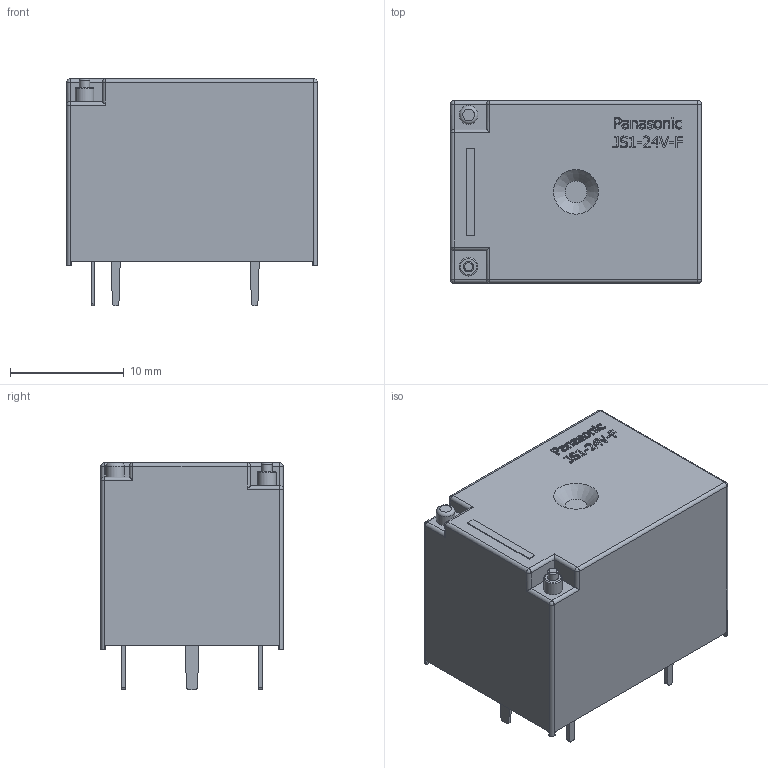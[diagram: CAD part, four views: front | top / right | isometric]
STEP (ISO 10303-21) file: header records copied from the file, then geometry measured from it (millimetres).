
FILE_DESCRIPTION( ( '' ), ' ' );
FILE_NAME( '5c0003c114ff9514ee442cba.step', '2018-11-29T15:20:34', ( '' ), ( '' ), ' ', ' ', ' ' );
FILE_SCHEMA( ( 'AUTOMOTIVE_DESIGN { 1 0 10303 214 1 1 1 1 }' ) );
Length unit declared in the file: metre
Products named in the file (26): Open CASCADE STEP translator 6.8 3; Open CASCADE STEP translator 6.8 2; Open CASCADE STEP translator 6.8 1
Bounding box: 22 x 16 x 19.95 mm (x, y, z)
Volume: 5606.2 mm3; surface area: 1992.8 mm2
Topology: 26 solids, 26 shells, 387 faces, 960 edges, 629 vertices
Faces by surface type: plane 222, extrusion 113, cylinder 38, sphere 8, torus 3, bspline 2, cone 1
Full cylindrical faces by diameter (mm): 0.915 x1, 1.625 x2
Entity records: 20520 total; most frequent: CARTESIAN_POINT 3618, ORIENTED_EDGE 1906, DIRECTION 1500, STYLED_ITEM 1340, PRESENTATION_STYLE_ASSIGNMENT 1340, COLOUR_RGB 1340, EDGE_CURVE 953, CURVE_STYLE 953
